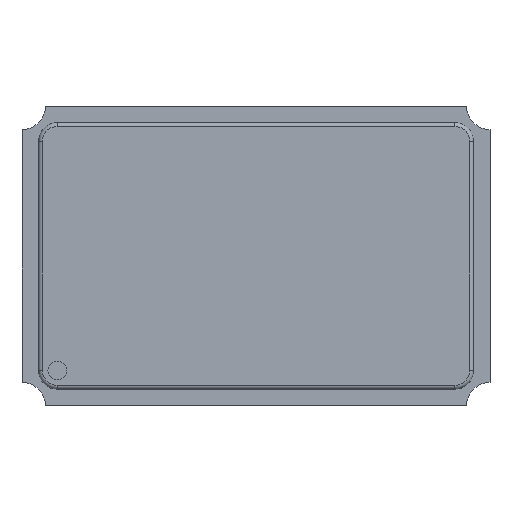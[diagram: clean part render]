
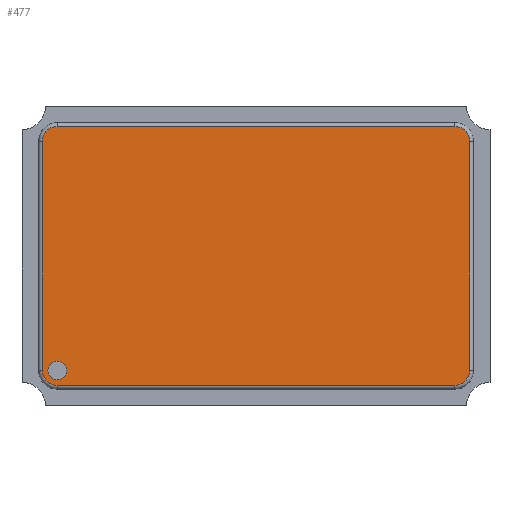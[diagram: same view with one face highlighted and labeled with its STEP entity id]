
A CAD part, top view. The second image highlights one B-rep face of the part: STEP entity #477.
In plain terms, the highlighted planar face has unit normal (0, 0, 1).
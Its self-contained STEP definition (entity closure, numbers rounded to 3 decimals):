
#14=FACE_BOUND('',#87,.T.);
#23=PLANE('',#540);
#57=FACE_OUTER_BOUND('',#86,.T.);
#86=EDGE_LOOP('',(#369,#370,#371,#372,#373,#374,#375,#376));
#87=EDGE_LOOP('',(#377));
#105=LINE('',#738,#142);
#106=LINE('',#749,#143);
#108=LINE('',#761,#145);
#110=LINE('',#773,#147);
#142=VECTOR('',#583,10.);
#143=VECTOR('',#596,10.);
#145=VECTOR('',#610,10.);
#147=VECTOR('',#624,10.);
#177=CIRCLE('',#507,0.1);
#182=CIRCLE('',#515,0.16);
#186=CIRCLE('',#521,0.16);
#190=CIRCLE('',#527,0.16);
#193=CIRCLE('',#532,0.16);
#207=VERTEX_POINT('',#724);
#209=VERTEX_POINT('',#731);
#212=VERTEX_POINT('',#736);
#214=VERTEX_POINT('',#741);
#216=VERTEX_POINT('',#747);
#218=VERTEX_POINT('',#753);
#220=VERTEX_POINT('',#759);
#222=VERTEX_POINT('',#765);
#224=VERTEX_POINT('',#771);
#249=EDGE_CURVE('',#207,#207,#177,.T.);
#255=EDGE_CURVE('',#212,#209,#105,.T.);
#257=EDGE_CURVE('',#214,#212,#182,.T.);
#260=EDGE_CURVE('',#216,#214,#106,.T.);
#263=EDGE_CURVE('',#218,#216,#186,.T.);
#266=EDGE_CURVE('',#220,#218,#108,.T.);
#269=EDGE_CURVE('',#222,#220,#190,.T.);
#272=EDGE_CURVE('',#224,#222,#110,.T.);
#274=EDGE_CURVE('',#209,#224,#193,.T.);
#369=ORIENTED_EDGE('',*,*,#255,.F.);
#370=ORIENTED_EDGE('',*,*,#257,.F.);
#371=ORIENTED_EDGE('',*,*,#260,.F.);
#372=ORIENTED_EDGE('',*,*,#263,.F.);
#373=ORIENTED_EDGE('',*,*,#266,.F.);
#374=ORIENTED_EDGE('',*,*,#269,.F.);
#375=ORIENTED_EDGE('',*,*,#272,.F.);
#376=ORIENTED_EDGE('',*,*,#274,.F.);
#377=ORIENTED_EDGE('',*,*,#249,.T.);
#477=ADVANCED_FACE('',(#57,#14),#23,.T.);
#507=AXIS2_PLACEMENT_3D('',#725,#569,#570);
#515=AXIS2_PLACEMENT_3D('',#743,#588,#589);
#521=AXIS2_PLACEMENT_3D('',#755,#602,#603);
#527=AXIS2_PLACEMENT_3D('',#767,#616,#617);
#532=AXIS2_PLACEMENT_3D('',#776,#628,#629);
#540=AXIS2_PLACEMENT_3D('',#796,#651,#652);
#569=DIRECTION('center_axis',(0.,0.,-1.));
#570=DIRECTION('ref_axis',(1.,0.,0.));
#583=DIRECTION('',(0.,1.,0.));
#588=DIRECTION('center_axis',(0.,0.,-1.));
#589=DIRECTION('ref_axis',(-0.707,-0.707,0.));
#596=DIRECTION('',(-1.,0.,0.));
#602=DIRECTION('center_axis',(0.,0.,-1.));
#603=DIRECTION('ref_axis',(0.707,-0.707,0.));
#610=DIRECTION('',(0.,-1.,0.));
#616=DIRECTION('center_axis',(0.,0.,-1.));
#617=DIRECTION('ref_axis',(0.707,0.707,0.));
#624=DIRECTION('',(1.,0.,0.));
#628=DIRECTION('center_axis',(0.,0.,-1.));
#629=DIRECTION('ref_axis',(-0.707,0.707,0.));
#651=DIRECTION('center_axis',(0.,0.,1.));
#652=DIRECTION('ref_axis',(1.,0.,0.));
#724=CARTESIAN_POINT('',(-2.223,-1.223,0.7));
#725=CARTESIAN_POINT('Origin',(-2.123,-1.223,0.7));
#731=CARTESIAN_POINT('',(-2.283,1.223,0.7));
#736=CARTESIAN_POINT('',(-2.283,-1.223,0.7));
#738=CARTESIAN_POINT('',(-2.283,0.612,0.7));
#741=CARTESIAN_POINT('',(-2.123,-1.383,0.7));
#743=CARTESIAN_POINT('Origin',(-2.123,-1.223,0.7));
#747=CARTESIAN_POINT('',(2.123,-1.383,0.7));
#749=CARTESIAN_POINT('',(-1.062,-1.383,0.7));
#753=CARTESIAN_POINT('',(2.283,-1.223,0.7));
#755=CARTESIAN_POINT('Origin',(2.123,-1.223,0.7));
#759=CARTESIAN_POINT('',(2.283,1.223,0.7));
#761=CARTESIAN_POINT('',(2.283,-0.612,0.7));
#765=CARTESIAN_POINT('',(2.123,1.383,0.7));
#767=CARTESIAN_POINT('Origin',(2.123,1.223,0.7));
#771=CARTESIAN_POINT('',(-2.123,1.383,0.7));
#773=CARTESIAN_POINT('',(1.062,1.383,0.7));
#776=CARTESIAN_POINT('Origin',(-2.123,1.223,0.7));
#796=CARTESIAN_POINT('Origin',(0.,0.,0.7));
